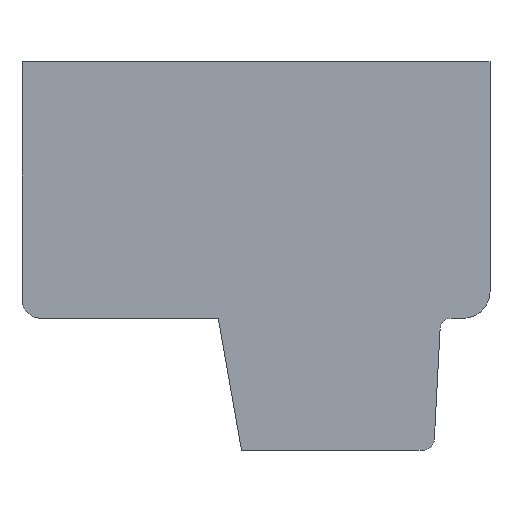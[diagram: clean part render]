
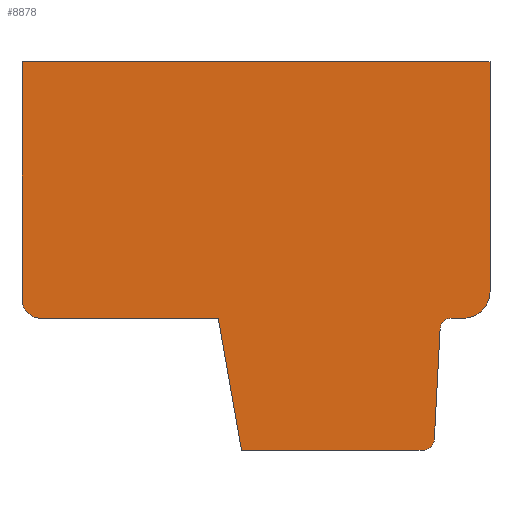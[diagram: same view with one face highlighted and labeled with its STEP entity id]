
A CAD part, front view. The second image highlights one B-rep face of the part: STEP entity #8878.
In plain terms, the highlighted planar face has unit normal (0, -1, 0).
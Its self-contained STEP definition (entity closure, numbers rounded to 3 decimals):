
#1=DIRECTION('',(0.,0.,1.));
#2=VECTOR('',#1,6.3);
#3=CARTESIAN_POINT('',(-6.2,0.,-1.15));
#4=LINE('',#3,#2);
#5=DIRECTION('',(1.,0.,0.));
#6=VECTOR('',#5,12.4);
#7=CARTESIAN_POINT('',(-6.2,0.,5.15));
#8=LINE('',#7,#6);
#9=DIRECTION('',(0.,0.,-1.));
#10=VECTOR('',#9,6.1);
#11=CARTESIAN_POINT('',(6.2,0.,5.15));
#12=LINE('',#11,#10);
#13=CARTESIAN_POINT('',(5.5,0.,-0.95));
#14=DIRECTION('',(0.,1.,0.));
#15=DIRECTION('',(1.,0.,0.));
#16=AXIS2_PLACEMENT_3D('',#13,#14,#15);
#18=DIRECTION('',(-1.,0.,0.));
#19=VECTOR('',#18,0.323);
#20=CARTESIAN_POINT('',(5.5,0.,-1.65));
#21=LINE('',#20,#19);
#22=CARTESIAN_POINT('',(5.177,0.,-1.95));
#23=DIRECTION('',(0.,-1.,0.));
#24=DIRECTION('',(0.,0.,1.));
#25=AXIS2_PLACEMENT_3D('',#22,#23,#24);
#27=DIRECTION('',(-0.052,0.,-0.999));
#28=VECTOR('',#27,2.904);
#29=CARTESIAN_POINT('',(4.877,0.,-1.95));
#30=LINE('',#29,#28);
#31=CARTESIAN_POINT('',(4.425,0.,-4.85));
#32=DIRECTION('',(0.,1.,0.));
#33=DIRECTION('',(1.,0.,0.));
#34=AXIS2_PLACEMENT_3D('',#31,#32,#33);
#36=DIRECTION('',(-1.,0.,0.));
#37=VECTOR('',#36,4.808);
#38=CARTESIAN_POINT('',(4.425,0.,-5.15));
#39=LINE('',#38,#37);
#40=DIRECTION('',(-0.174,0.,0.985));
#41=VECTOR('',#40,3.554);
#42=CARTESIAN_POINT('',(-0.383,0.,-5.15));
#43=LINE('',#42,#41);
#44=DIRECTION('',(-1.,0.,0.));
#45=VECTOR('',#44,4.7);
#46=CARTESIAN_POINT('',(-1.,0.,-1.65));
#47=LINE('',#46,#45);
#48=CARTESIAN_POINT('',(-5.7,0.,-1.15));
#49=DIRECTION('',(0.,1.,0.));
#50=DIRECTION('',(0.,0.,-1.));
#51=AXIS2_PLACEMENT_3D('',#48,#49,#50);
#6731=CARTESIAN_POINT('',(-6.2,0.,-1.15));
#6732=CARTESIAN_POINT('',(-6.2,0.,5.15));
#6733=VERTEX_POINT('',#6731);
#6734=VERTEX_POINT('',#6732);
#6735=CARTESIAN_POINT('',(6.2,0.,5.15));
#6736=VERTEX_POINT('',#6735);
#6737=CARTESIAN_POINT('',(6.2,0.,-0.95));
#6738=VERTEX_POINT('',#6737);
#6739=CARTESIAN_POINT('',(5.5,0.,-1.65));
#6740=VERTEX_POINT('',#6739);
#6741=CARTESIAN_POINT('',(5.177,0.,-1.65));
#6742=VERTEX_POINT('',#6741);
#6743=CARTESIAN_POINT('',(4.877,0.,-1.95));
#6744=VERTEX_POINT('',#6743);
#6745=CARTESIAN_POINT('',(4.725,0.,-4.85));
#6746=VERTEX_POINT('',#6745);
#6747=CARTESIAN_POINT('',(4.425,0.,-5.15));
#6748=VERTEX_POINT('',#6747);
#6749=CARTESIAN_POINT('',(-0.383,0.,-5.15));
#6750=VERTEX_POINT('',#6749);
#6751=CARTESIAN_POINT('',(-1.,0.,-1.65));
#6752=VERTEX_POINT('',#6751);
#6753=CARTESIAN_POINT('',(-5.7,0.,-1.65));
#6754=VERTEX_POINT('',#6753);
#8847=CARTESIAN_POINT('',(0.,0.,0.));
#8848=DIRECTION('',(0.,1.,0.));
#8849=DIRECTION('',(1.,0.,0.));
#8850=AXIS2_PLACEMENT_3D('',#8847,#8848,#8849);
#8851=PLANE('',#8850);
#8853=ORIENTED_EDGE('',*,*,#8852,.T.);
#8855=ORIENTED_EDGE('',*,*,#8854,.T.);
#8857=ORIENTED_EDGE('',*,*,#8856,.T.);
#8859=ORIENTED_EDGE('',*,*,#8858,.T.);
#8861=ORIENTED_EDGE('',*,*,#8860,.T.);
#8863=ORIENTED_EDGE('',*,*,#8862,.T.);
#8865=ORIENTED_EDGE('',*,*,#8864,.T.);
#8867=ORIENTED_EDGE('',*,*,#8866,.T.);
#8869=ORIENTED_EDGE('',*,*,#8868,.T.);
#8871=ORIENTED_EDGE('',*,*,#8870,.T.);
#8873=ORIENTED_EDGE('',*,*,#8872,.T.);
#8875=ORIENTED_EDGE('',*,*,#8874,.T.);
#8876=EDGE_LOOP('',(#8853,#8855,#8857,#8859,#8861,#8863,#8865,#8867,#8869,#8871,
#8873,#8875));
#8877=FACE_OUTER_BOUND('',#8876,.F.);
#8878=ADVANCED_FACE('',(#8877),#8851,.F.);
#17=CIRCLE('',#16,0.7);
#26=CIRCLE('',#25,0.3);
#35=CIRCLE('',#34,0.3);
#52=CIRCLE('',#51,0.5);
#8852=EDGE_CURVE('',#6733,#6734,#4,.T.);
#8854=EDGE_CURVE('',#6734,#6736,#8,.T.);
#8856=EDGE_CURVE('',#6736,#6738,#12,.T.);
#8858=EDGE_CURVE('',#6738,#6740,#17,.T.);
#8860=EDGE_CURVE('',#6740,#6742,#21,.T.);
#8862=EDGE_CURVE('',#6742,#6744,#26,.T.);
#8864=EDGE_CURVE('',#6744,#6746,#30,.T.);
#8866=EDGE_CURVE('',#6746,#6748,#35,.T.);
#8868=EDGE_CURVE('',#6748,#6750,#39,.T.);
#8870=EDGE_CURVE('',#6750,#6752,#43,.T.);
#8872=EDGE_CURVE('',#6752,#6754,#47,.T.);
#8874=EDGE_CURVE('',#6754,#6733,#52,.T.);
